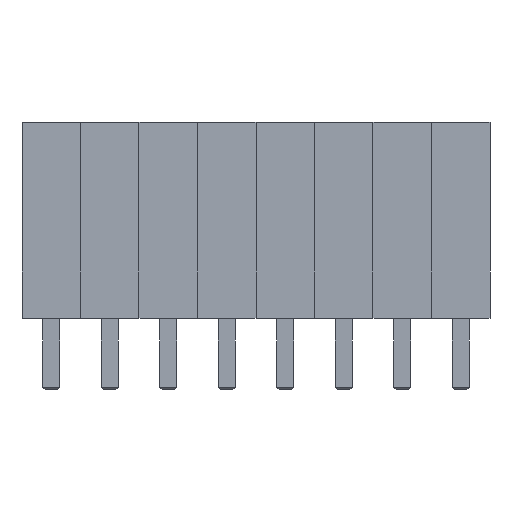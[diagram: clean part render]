
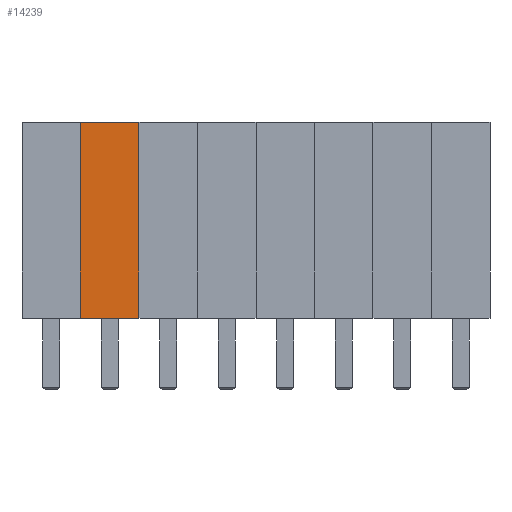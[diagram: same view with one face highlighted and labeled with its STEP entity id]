
A CAD part, front view. The second image highlights one B-rep face of the part: STEP entity #14239.
In plain terms, the highlighted planar face has unit normal (0, -1, 0).
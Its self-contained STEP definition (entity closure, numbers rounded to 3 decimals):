
#14123 = EDGE_CURVE('',#14124,#14126,#14128,.T.);
#14124 = VERTEX_POINT('',#14125);
#14125 = CARTESIAN_POINT('',(1.27,-0.952,0.));
#14126 = VERTEX_POINT('',#14127);
#14127 = CARTESIAN_POINT('',(3.81,-0.952,0.));
#14128 = SURFACE_CURVE('',#14129,(#14133,#14145),.PCURVE_S1.);
#14129 = LINE('',#14130,#14131);
#14130 = CARTESIAN_POINT('',(1.27,-0.952,0.));
#14131 = VECTOR('',#14132,1.);
#14132 = DIRECTION('',(1.,0.,0.));
#14133 = PCURVE('',#14134,#14139);
#14134 = PLANE('',#14135);
#14135 = AXIS2_PLACEMENT_3D('',#14136,#14137,#14138);
#14136 = CARTESIAN_POINT('',(1.27,-0.952,0.));
#14137 = DIRECTION('',(0.,0.,1.));
#14138 = DIRECTION('',(0.,1.,0.));
#14139 = DEFINITIONAL_REPRESENTATION('',(#14140),#14144);
#14140 = LINE('',#14141,#14142);
#14141 = CARTESIAN_POINT('',(0.,0.));
#14142 = VECTOR('',#14143,1.);
#14143 = DIRECTION('',(0.,-1.));
#14144 = ( GEOMETRIC_REPRESENTATION_CONTEXT(2) 
PARAMETRIC_REPRESENTATION_CONTEXT() REPRESENTATION_CONTEXT('2D SPACE',''
  ) );
#14145 = PCURVE('',#14146,#14151);
#14146 = PLANE('',#14147);
#14147 = AXIS2_PLACEMENT_3D('',#14148,#14149,#14150);
#14148 = CARTESIAN_POINT('',(1.27,-0.952,8.5));
#14149 = DIRECTION('',(0.,1.,0.));
#14150 = DIRECTION('',(0.,0.,-1.));
#14151 = DEFINITIONAL_REPRESENTATION('',(#14152),#14156);
#14152 = LINE('',#14153,#14154);
#14153 = CARTESIAN_POINT('',(8.5,0.));
#14154 = VECTOR('',#14155,1.);
#14155 = DIRECTION('',(0.,-1.));
#14156 = ( GEOMETRIC_REPRESENTATION_CONTEXT(2) 
PARAMETRIC_REPRESENTATION_CONTEXT() REPRESENTATION_CONTEXT('2D SPACE',''
  ) );
#14174 = PLANE('',#14175);
#14175 = AXIS2_PLACEMENT_3D('',#14176,#14177,#14178);
#14176 = CARTESIAN_POINT('',(3.81,-0.952,0.));
#14177 = DIRECTION('',(-1.,0.,0.));
#14178 = DIRECTION('',(0.,0.,-1.));
#14228 = PLANE('',#14229);
#14229 = AXIS2_PLACEMENT_3D('',#14230,#14231,#14232);
#14230 = CARTESIAN_POINT('',(1.27,-0.952,0.));
#14231 = DIRECTION('',(-1.,0.,0.));
#14232 = DIRECTION('',(0.,0.,-1.));
#14239 = ADVANCED_FACE('',(#14240),#14146,.F.);
#14240 = FACE_BOUND('',#14241,.F.);
#14241 = EDGE_LOOP('',(#14242,#14272,#14293,#14294));
#14242 = ORIENTED_EDGE('',*,*,#14243,.T.);
#14243 = EDGE_CURVE('',#14244,#14246,#14248,.T.);
#14244 = VERTEX_POINT('',#14245);
#14245 = CARTESIAN_POINT('',(1.27,-0.952,8.5));
#14246 = VERTEX_POINT('',#14247);
#14247 = CARTESIAN_POINT('',(3.81,-0.952,8.5));
#14248 = SURFACE_CURVE('',#14249,(#14253,#14260),.PCURVE_S1.);
#14249 = LINE('',#14250,#14251);
#14250 = CARTESIAN_POINT('',(1.27,-0.952,8.5));
#14251 = VECTOR('',#14252,1.);
#14252 = DIRECTION('',(1.,0.,0.));
#14253 = PCURVE('',#14146,#14254);
#14254 = DEFINITIONAL_REPRESENTATION('',(#14255),#14259);
#14255 = LINE('',#14256,#14257);
#14256 = CARTESIAN_POINT('',(0.,0.));
#14257 = VECTOR('',#14258,1.);
#14258 = DIRECTION('',(0.,-1.));
#14259 = ( GEOMETRIC_REPRESENTATION_CONTEXT(2) 
PARAMETRIC_REPRESENTATION_CONTEXT() REPRESENTATION_CONTEXT('2D SPACE',''
  ) );
#14260 = PCURVE('',#14261,#14266);
#14261 = PLANE('',#14262);
#14262 = AXIS2_PLACEMENT_3D('',#14263,#14264,#14265);
#14263 = CARTESIAN_POINT('',(1.27,0.865,8.5));
#14264 = DIRECTION('',(0.,0.,-1.));
#14265 = DIRECTION('',(0.,-1.,0.));
#14266 = DEFINITIONAL_REPRESENTATION('',(#14267),#14271);
#14267 = LINE('',#14268,#14269);
#14268 = CARTESIAN_POINT('',(1.817,0.));
#14269 = VECTOR('',#14270,1.);
#14270 = DIRECTION('',(0.,-1.));
#14271 = ( GEOMETRIC_REPRESENTATION_CONTEXT(2) 
PARAMETRIC_REPRESENTATION_CONTEXT() REPRESENTATION_CONTEXT('2D SPACE',''
  ) );
#14272 = ORIENTED_EDGE('',*,*,#14273,.T.);
#14273 = EDGE_CURVE('',#14246,#14126,#14274,.T.);
#14274 = SURFACE_CURVE('',#14275,(#14279,#14286),.PCURVE_S1.);
#14275 = LINE('',#14276,#14277);
#14276 = CARTESIAN_POINT('',(3.81,-0.952,8.5));
#14277 = VECTOR('',#14278,1.);
#14278 = DIRECTION('',(0.,0.,-1.));
#14279 = PCURVE('',#14146,#14280);
#14280 = DEFINITIONAL_REPRESENTATION('',(#14281),#14285);
#14281 = LINE('',#14282,#14283);
#14282 = CARTESIAN_POINT('',(0.,-2.54));
#14283 = VECTOR('',#14284,1.);
#14284 = DIRECTION('',(1.,0.));
#14285 = ( GEOMETRIC_REPRESENTATION_CONTEXT(2) 
PARAMETRIC_REPRESENTATION_CONTEXT() REPRESENTATION_CONTEXT('2D SPACE',''
  ) );
#14286 = PCURVE('',#14174,#14287);
#14287 = DEFINITIONAL_REPRESENTATION('',(#14288),#14292);
#14288 = LINE('',#14289,#14290);
#14289 = CARTESIAN_POINT('',(-8.5,0.));
#14290 = VECTOR('',#14291,1.);
#14291 = DIRECTION('',(1.,0.));
#14292 = ( GEOMETRIC_REPRESENTATION_CONTEXT(2) 
PARAMETRIC_REPRESENTATION_CONTEXT() REPRESENTATION_CONTEXT('2D SPACE',''
  ) );
#14293 = ORIENTED_EDGE('',*,*,#14123,.F.);
#14294 = ORIENTED_EDGE('',*,*,#14295,.F.);
#14295 = EDGE_CURVE('',#14244,#14124,#14296,.T.);
#14296 = SURFACE_CURVE('',#14297,(#14301,#14308),.PCURVE_S1.);
#14297 = LINE('',#14298,#14299);
#14298 = CARTESIAN_POINT('',(1.27,-0.952,8.5));
#14299 = VECTOR('',#14300,1.);
#14300 = DIRECTION('',(0.,0.,-1.));
#14301 = PCURVE('',#14146,#14302);
#14302 = DEFINITIONAL_REPRESENTATION('',(#14303),#14307);
#14303 = LINE('',#14304,#14305);
#14304 = CARTESIAN_POINT('',(0.,0.));
#14305 = VECTOR('',#14306,1.);
#14306 = DIRECTION('',(1.,0.));
#14307 = ( GEOMETRIC_REPRESENTATION_CONTEXT(2) 
PARAMETRIC_REPRESENTATION_CONTEXT() REPRESENTATION_CONTEXT('2D SPACE',''
  ) );
#14308 = PCURVE('',#14228,#14309);
#14309 = DEFINITIONAL_REPRESENTATION('',(#14310),#14314);
#14310 = LINE('',#14311,#14312);
#14311 = CARTESIAN_POINT('',(-8.5,0.));
#14312 = VECTOR('',#14313,1.);
#14313 = DIRECTION('',(1.,0.));
#14314 = ( GEOMETRIC_REPRESENTATION_CONTEXT(2) 
PARAMETRIC_REPRESENTATION_CONTEXT() REPRESENTATION_CONTEXT('2D SPACE',''
  ) );
